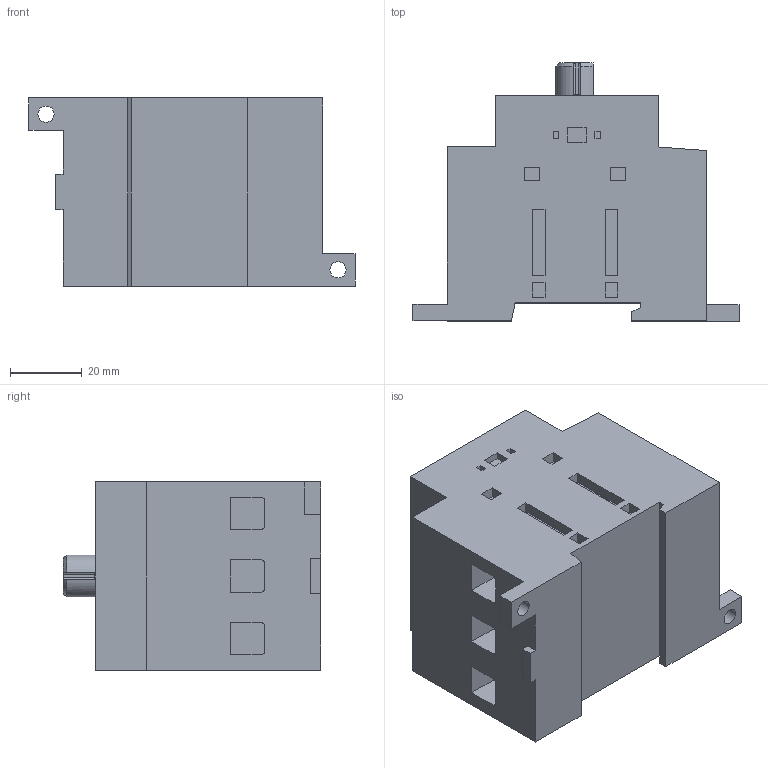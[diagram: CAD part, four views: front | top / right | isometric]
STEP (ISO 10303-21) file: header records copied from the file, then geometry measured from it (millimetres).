
FILE_DESCRIPTION((''),'2;1');
FILE_NAME('OT63-80F3_B50_IGS','2018-08-16T',('FIALBJO'),(''),'CREO PARAMETRIC BY PTC INC, 2017480','CREO PARAMETRIC BY PTC INC, 2017480','');
FILE_SCHEMA(('AUTOMOTIVE_DESIGN { 1 0 10303 214 1 1 1 1 }'));
Length unit declared in the file: millimetre
Products named in the file (1): OT63-80F3_B50_IGS
Bounding box: 91 x 72 x 52.5 mm (x, y, z)
Volume: 201138.9 mm3; surface area: 29118.9 mm2
Topology: 1 solids, 1 shells, 233 faces, 586 edges, 386 vertices
Faces by surface type: plane 170, cylinder 51, bspline 8, cone 4
Entity records: 9342 total; most frequent: CARTESIAN_POINT 1756, ORIENTED_EDGE 1172, DIRECTION 1115, EDGE_CURVE 586, VECTOR 453, LINE 453, VERTEX_POINT 386, AXIS2_PLACEMENT_3D 331
